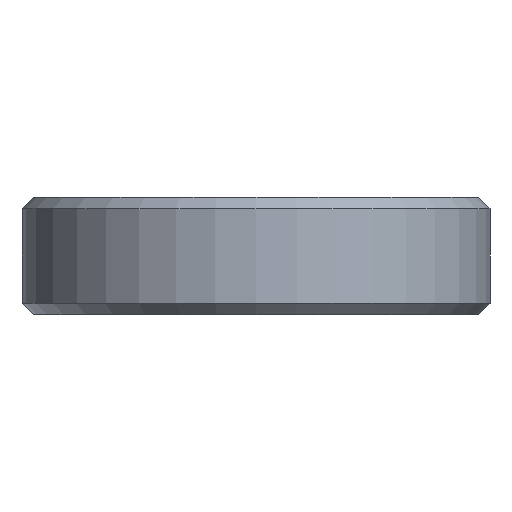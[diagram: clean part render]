
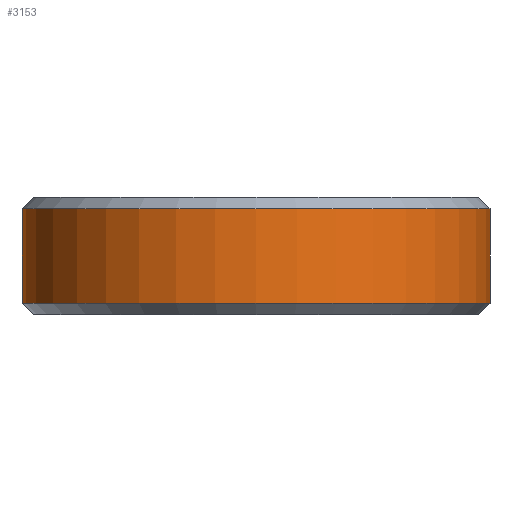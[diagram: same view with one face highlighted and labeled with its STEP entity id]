
A CAD part, left-side view. The second image highlights one B-rep face of the part: STEP entity #3153.
In plain terms, the highlighted cylindrical face has radius 6.25 mm (diameter 12.5 mm), a partial arc.
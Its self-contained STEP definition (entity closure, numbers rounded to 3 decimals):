
#972 = CONICAL_SURFACE('',#973,6.25,0.785);
#973 = AXIS2_PLACEMENT_3D('',#974,#975,#976);
#974 = CARTESIAN_POINT('',(0.,0.,0.3));
#975 = DIRECTION('',(0.,0.,1.));
#976 = DIRECTION('',(0.,1.,0.));
#1781 = VERTEX_POINT('',#1782);
#1782 = CARTESIAN_POINT('',(0.,-6.25,0.3));
#1817 = PLANE('',#1818);
#1818 = AXIS2_PLACEMENT_3D('',#1819,#1820,#1821);
#1819 = CARTESIAN_POINT('',(87.5,-6.25,0.));
#1820 = DIRECTION('',(0.,-1.,0.));
#1821 = DIRECTION('',(-1.,0.,0.));
#1836 = VERTEX_POINT('',#1837);
#1837 = CARTESIAN_POINT('',(0.,6.25,0.3));
#1851 = PLANE('',#1852);
#1852 = AXIS2_PLACEMENT_3D('',#1853,#1854,#1855);
#1853 = CARTESIAN_POINT('',(87.5,6.25,0.));
#1854 = DIRECTION('',(0.,-1.,0.));
#1855 = DIRECTION('',(-1.,0.,0.));
#1888 = EDGE_CURVE('',#1836,#1781,#1889,.T.);
#1889 = SURFACE_CURVE('',#1890,(#1895,#1902),.PCURVE_S1.);
#1890 = CIRCLE('',#1891,6.25);
#1891 = AXIS2_PLACEMENT_3D('',#1892,#1893,#1894);
#1892 = CARTESIAN_POINT('',(0.,0.,0.3));
#1893 = DIRECTION('',(0.,-0.,1.));
#1894 = DIRECTION('',(0.,1.,0.));
#1895 = PCURVE('',#972,#1896);
#1896 = DEFINITIONAL_REPRESENTATION('',(#1897),#1901);
#1897 = LINE('',#1898,#1899);
#1898 = CARTESIAN_POINT('',(0.,-0.));
#1899 = VECTOR('',#1900,1.);
#1900 = DIRECTION('',(1.,-0.));
#1901 = ( GEOMETRIC_REPRESENTATION_CONTEXT(2) 
PARAMETRIC_REPRESENTATION_CONTEXT() REPRESENTATION_CONTEXT('2D SPACE',''
  ) );
#1902 = PCURVE('',#1903,#1908);
#1903 = CYLINDRICAL_SURFACE('',#1904,6.25);
#1904 = AXIS2_PLACEMENT_3D('',#1905,#1906,#1907);
#1905 = CARTESIAN_POINT('',(0.,0.,0.));
#1906 = DIRECTION('',(-0.,-0.,-1.));
#1907 = DIRECTION('',(1.,0.,0.));
#1908 = DEFINITIONAL_REPRESENTATION('',(#1909),#1913);
#1909 = LINE('',#1910,#1911);
#1910 = CARTESIAN_POINT('',(-1.571,-0.3));
#1911 = VECTOR('',#1912,1.);
#1912 = DIRECTION('',(-1.,0.));
#1913 = ( GEOMETRIC_REPRESENTATION_CONTEXT(2) 
PARAMETRIC_REPRESENTATION_CONTEXT() REPRESENTATION_CONTEXT('2D SPACE',''
  ) );
#3051 = VERTEX_POINT('',#3052);
#3052 = CARTESIAN_POINT('',(0.,-6.25,2.825));
#3078 = EDGE_CURVE('',#1781,#3051,#3079,.T.);
#3079 = SURFACE_CURVE('',#3080,(#3084,#3091),.PCURVE_S1.);
#3080 = LINE('',#3081,#3082);
#3081 = CARTESIAN_POINT('',(0.,-6.25,0.));
#3082 = VECTOR('',#3083,1.);
#3083 = DIRECTION('',(0.,0.,1.));
#3084 = PCURVE('',#1817,#3085);
#3085 = DEFINITIONAL_REPRESENTATION('',(#3086),#3090);
#3086 = LINE('',#3087,#3088);
#3087 = CARTESIAN_POINT('',(87.5,0.));
#3088 = VECTOR('',#3089,1.);
#3089 = DIRECTION('',(0.,-1.));
#3090 = ( GEOMETRIC_REPRESENTATION_CONTEXT(2) 
PARAMETRIC_REPRESENTATION_CONTEXT() REPRESENTATION_CONTEXT('2D SPACE',''
  ) );
#3091 = PCURVE('',#1903,#3092);
#3092 = DEFINITIONAL_REPRESENTATION('',(#3093),#3097);
#3093 = LINE('',#3094,#3095);
#3094 = CARTESIAN_POINT('',(-4.712,0.));
#3095 = VECTOR('',#3096,1.);
#3096 = DIRECTION('',(-0.,-1.));
#3097 = ( GEOMETRIC_REPRESENTATION_CONTEXT(2) 
PARAMETRIC_REPRESENTATION_CONTEXT() REPRESENTATION_CONTEXT('2D SPACE',''
  ) );
#3105 = VERTEX_POINT('',#3106);
#3106 = CARTESIAN_POINT('',(0.,6.25,2.825));
#3132 = EDGE_CURVE('',#1836,#3105,#3133,.T.);
#3133 = SURFACE_CURVE('',#3134,(#3138,#3145),.PCURVE_S1.);
#3134 = LINE('',#3135,#3136);
#3135 = CARTESIAN_POINT('',(0.,6.25,0.));
#3136 = VECTOR('',#3137,1.);
#3137 = DIRECTION('',(0.,0.,1.));
#3138 = PCURVE('',#1851,#3139);
#3139 = DEFINITIONAL_REPRESENTATION('',(#3140),#3144);
#3140 = LINE('',#3141,#3142);
#3141 = CARTESIAN_POINT('',(87.5,0.));
#3142 = VECTOR('',#3143,1.);
#3143 = DIRECTION('',(0.,-1.));
#3144 = ( GEOMETRIC_REPRESENTATION_CONTEXT(2) 
PARAMETRIC_REPRESENTATION_CONTEXT() REPRESENTATION_CONTEXT('2D SPACE',''
  ) );
#3145 = PCURVE('',#1903,#3146);
#3146 = DEFINITIONAL_REPRESENTATION('',(#3147),#3151);
#3147 = LINE('',#3148,#3149);
#3148 = CARTESIAN_POINT('',(-1.571,0.));
#3149 = VECTOR('',#3150,1.);
#3150 = DIRECTION('',(-0.,-1.));
#3151 = ( GEOMETRIC_REPRESENTATION_CONTEXT(2) 
PARAMETRIC_REPRESENTATION_CONTEXT() REPRESENTATION_CONTEXT('2D SPACE',''
  ) );
#3153 = ADVANCED_FACE('',(#3154),#1903,.T.);
#3154 = FACE_BOUND('',#3155,.F.);
#3155 = EDGE_LOOP('',(#3156,#3157,#3184,#3185));
#3156 = ORIENTED_EDGE('',*,*,#3132,.T.);
#3157 = ORIENTED_EDGE('',*,*,#3158,.T.);
#3158 = EDGE_CURVE('',#3105,#3051,#3159,.T.);
#3159 = SURFACE_CURVE('',#3160,(#3165,#3172),.PCURVE_S1.);
#3160 = CIRCLE('',#3161,6.25);
#3161 = AXIS2_PLACEMENT_3D('',#3162,#3163,#3164);
#3162 = CARTESIAN_POINT('',(0.,0.,2.825));
#3163 = DIRECTION('',(0.,-0.,1.));
#3164 = DIRECTION('',(0.,1.,0.));
#3165 = PCURVE('',#1903,#3166);
#3166 = DEFINITIONAL_REPRESENTATION('',(#3167),#3171);
#3167 = LINE('',#3168,#3169);
#3168 = CARTESIAN_POINT('',(-1.571,-2.825));
#3169 = VECTOR('',#3170,1.);
#3170 = DIRECTION('',(-1.,0.));
#3171 = ( GEOMETRIC_REPRESENTATION_CONTEXT(2) 
PARAMETRIC_REPRESENTATION_CONTEXT() REPRESENTATION_CONTEXT('2D SPACE',''
  ) );
#3172 = PCURVE('',#3173,#3178);
#3173 = CONICAL_SURFACE('',#3174,6.25,0.785);
#3174 = AXIS2_PLACEMENT_3D('',#3175,#3176,#3177);
#3175 = CARTESIAN_POINT('',(0.,0.,2.825));
#3176 = DIRECTION('',(-0.,-0.,-1.));
#3177 = DIRECTION('',(0.,1.,0.));
#3178 = DEFINITIONAL_REPRESENTATION('',(#3179),#3183);
#3179 = LINE('',#3180,#3181);
#3180 = CARTESIAN_POINT('',(-0.,-0.));
#3181 = VECTOR('',#3182,1.);
#3182 = DIRECTION('',(-1.,-0.));
#3183 = ( GEOMETRIC_REPRESENTATION_CONTEXT(2) 
PARAMETRIC_REPRESENTATION_CONTEXT() REPRESENTATION_CONTEXT('2D SPACE',''
  ) );
#3184 = ORIENTED_EDGE('',*,*,#3078,.F.);
#3185 = ORIENTED_EDGE('',*,*,#1888,.F.);
